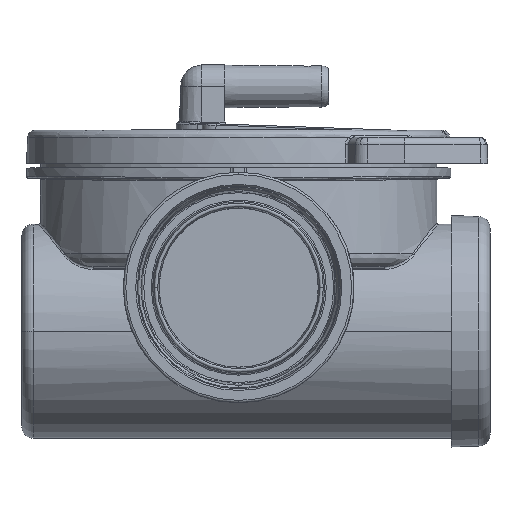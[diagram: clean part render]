
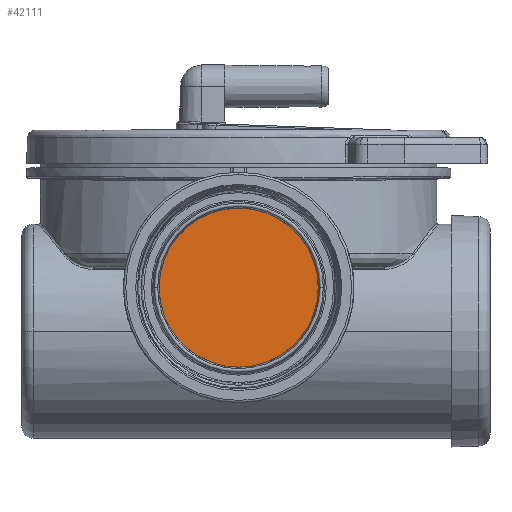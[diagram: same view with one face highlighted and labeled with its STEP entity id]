
A CAD part, top view. The second image highlights one B-rep face of the part: STEP entity #42111.
In plain terms, the highlighted planar face has unit normal (0, 0, 1).
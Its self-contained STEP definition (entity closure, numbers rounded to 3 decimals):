
#1097 = DIRECTION ( 'NONE',  ( 0., 0., 1. ) ) ;
#3331 = CARTESIAN_POINT ( 'NONE',  ( 0., 4.7, 19.65 ) ) ;
#3937 = PLANE ( 'NONE',  #4563 ) ;
#4072 = CARTESIAN_POINT ( 'NONE',  ( 0., 4.7, 19.65 ) ) ;
#4563 = AXIS2_PLACEMENT_3D ( 'NONE', #3331, #40559, #27437 ) ;
#7239 = ORIENTED_EDGE ( 'NONE', *, *, #12830, .T. ) ;
#8213 = FACE_OUTER_BOUND ( 'NONE', #34167, .T. ) ;
#9190 = CARTESIAN_POINT ( 'NONE',  ( 0., -3.925, 19.65 ) ) ;
#10428 = VERTEX_POINT ( 'NONE', #9190 ) ;
#10572 = CARTESIAN_POINT ( 'NONE',  ( 0., 4.7, 19.65 ) ) ;
#12830 = EDGE_CURVE ( 'NONE', #10428, #30591, #59620, .T. ) ;
#13851 = DIRECTION ( 'NONE',  ( 0., 0., 1. ) ) ;
#15034 = ORIENTED_EDGE ( 'NONE', *, *, #16880, .T. ) ;
#16880 = EDGE_CURVE ( 'NONE', #30591, #10428, #60183, .T. ) ;
#27437 = DIRECTION ( 'NONE',  ( 1., 0., 0. ) ) ;
#30591 = VERTEX_POINT ( 'NONE', #43378 ) ;
#34167 = EDGE_LOOP ( 'NONE', ( #7239, #15034 ) ) ;
#40559 = DIRECTION ( 'NONE',  ( 0., 0., 1. ) ) ;
#42111 = ADVANCED_FACE ( 'NONE', ( #8213 ), #3937, .T. ) ;
#43239 = DIRECTION ( 'NONE',  ( 1., 0., 0. ) ) ;
#43378 = CARTESIAN_POINT ( 'NONE',  ( 0., 13.325, 19.65 ) ) ;
#47918 = AXIS2_PLACEMENT_3D ( 'NONE', #4072, #13851, #50764 ) ;
#48458 = AXIS2_PLACEMENT_3D ( 'NONE', #10572, #1097, #43239 ) ;
#50764 = DIRECTION ( 'NONE',  ( 1., 0., 0. ) ) ;
#59620 = CIRCLE ( 'NONE', #47918, 8.625 ) ;
#60183 = CIRCLE ( 'NONE', #48458, 8.625 ) ;
